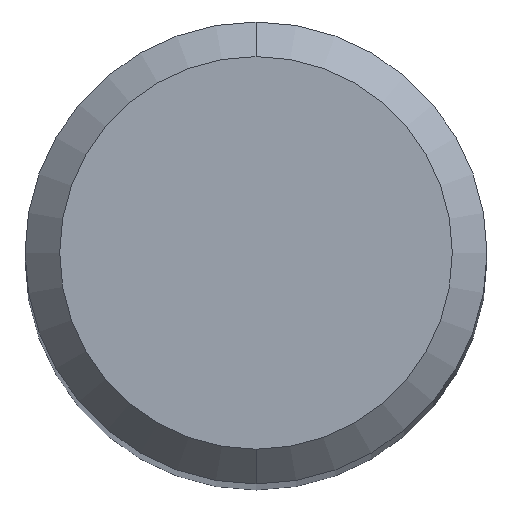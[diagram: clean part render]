
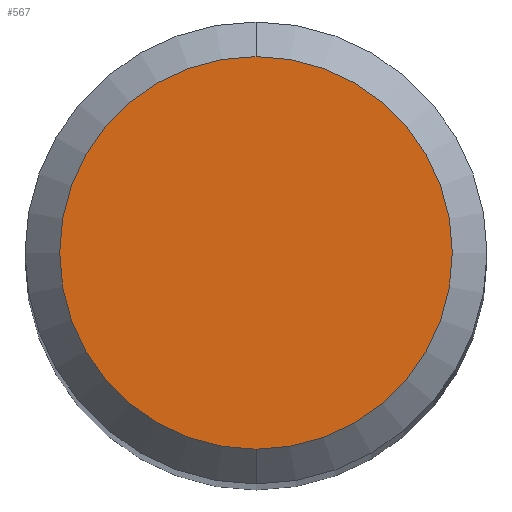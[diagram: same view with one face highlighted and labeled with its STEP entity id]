
A CAD part, top view. The second image highlights one B-rep face of the part: STEP entity #567.
In plain terms, the highlighted planar face has unit normal (0, 0, 1).
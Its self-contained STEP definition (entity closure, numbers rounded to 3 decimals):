
#345=VERTEX_POINT('',#919);
#407=VERTEX_POINT('',#986);
#433=EDGE_CURVE('',#345,#407,#1014,.T.);
#567=ADVANCED_FACE('',(#1162),#1163,.T.);
#679=EDGE_CURVE('',#407,#345,#1288,.T.);
#919=CARTESIAN_POINT('',(0.0,1.7,0.0));
#986=CARTESIAN_POINT('',(0.,-1.7,0.0));
#1014=CIRCLE('',#1968,1.7);
#1162=FACE_OUTER_BOUND('',#2487,.T.);
#1163=PLANE('',#2488);
#1288=CIRCLE('',#3265,1.7);
#1968=AXIS2_PLACEMENT_3D('',#5366,#5367,#5368);
#2487=EDGE_LOOP('',(#5507,#5508));
#2488=AXIS2_PLACEMENT_3D('',#5509,#5510,#5511);
#3265=AXIS2_PLACEMENT_3D('',#5694,#5695,#5696);
#5366=CARTESIAN_POINT('',(0.0,0.0,0.0));
#5367=DIRECTION('',(0.0,0.0,-1.0));
#5368=DIRECTION('',(0.0,1.0,0.0));
#5507=ORIENTED_EDGE('',*,*,#433,.F.);
#5508=ORIENTED_EDGE('',*,*,#679,.F.);
#5509=CARTESIAN_POINT('',(0.0,0.85,0.0));
#5510=DIRECTION('',(-0.0,0.0,1.0));
#5511=DIRECTION('',(0.0,-1.0,0.0));
#5694=CARTESIAN_POINT('',(0.0,0.0,0.0));
#5695=DIRECTION('',(0.0,0.0,-1.0));
#5696=DIRECTION('',(0.0,1.0,0.0));
